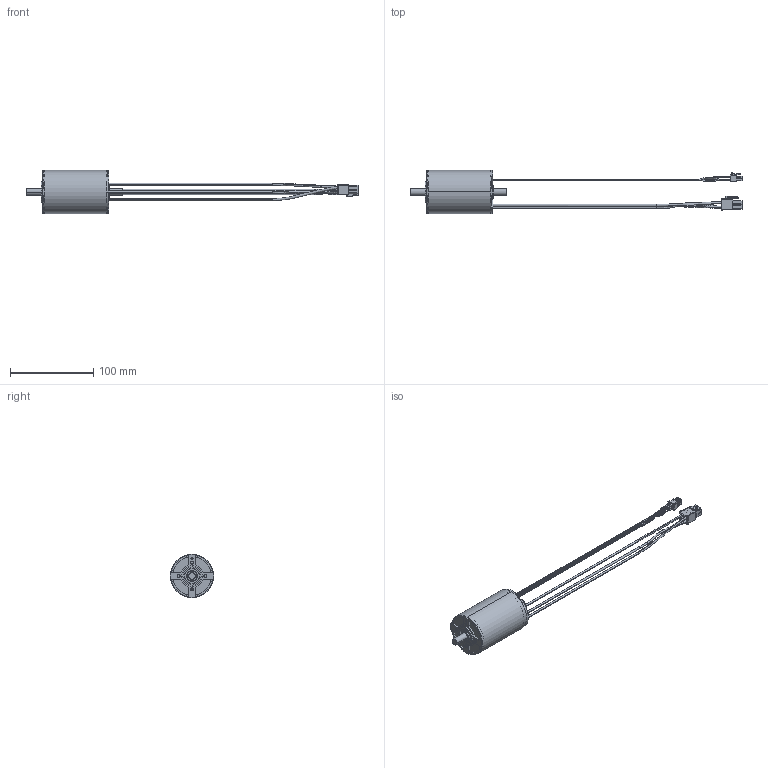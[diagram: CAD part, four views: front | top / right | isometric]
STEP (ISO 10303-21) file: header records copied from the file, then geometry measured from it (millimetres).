
FILE_DESCRIPTION((''),'2;1');
FILE_NAME('6289655_ASM','2020-05-29T',('mmkmsapa'),(''),'CREO PARAMETRIC BY PTC INC, 2017300','CREO PARAMETRIC BY PTC INC, 2017300','');
FILE_SCHEMA(('CONFIG_CONTROL_DESIGN'));
Length unit declared in the file: millimetre
Products named in the file (16): 5846901_AF2; 5846923_AF2; 5846933_AF1; 5846937; 5846986; DIN625_T1_2Z_080_220_070; DIN625_T1_2Z_160_050_080; 5847007; 5847005; 5796444; 5669396; 914591; 5721666; 5669398_ASM; 3041219; 6289655_ASM
Assembly tree (15 placements, depth 3):
  6289655_ASM
    5846901_AF2
    5846923_AF2
    5846933_AF1
    5846937
    5846986
    DIN625_T1_2Z_080_220_070
    DIN625_T1_2Z_160_050_080
    5847007
    5847005
    5796444
    5669398_ASM
      5669396
      914591
      5721666
    3041219
Bounding box: 400 x 52 x 52 mm (x, y, z)
Volume: 190668.5 mm3; surface area: 61633.2 mm2
Topology: 28 solids, 32 shells, 920 faces, 2350 edges, 1526 vertices
Faces by surface type: plane 513, cylinder 315, torus 42, bspline 26, cone 24
Entity records: 36135 total; most frequent: CARTESIAN_POINT 6696, DIRECTION 4968, ORIENTED_EDGE 4684, EDGE_CURVE 2346, PRESENTATION_STYLE_ASSIGNMENT 1965, STYLED_ITEM 1965, CURVE_STYLE 1938, AXIS2_PLACEMENT_3D 1724
